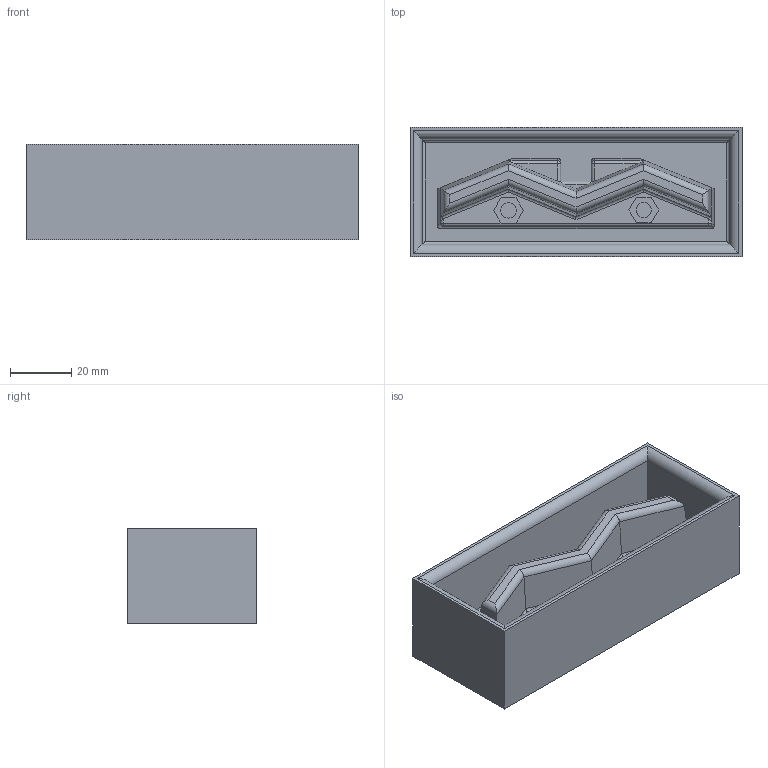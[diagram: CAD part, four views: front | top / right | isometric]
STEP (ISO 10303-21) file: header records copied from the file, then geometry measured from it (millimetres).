
FILE_DESCRIPTION(/* description */ (''),/* implementation_level */ '2;1');
FILE_NAME(/* name */ 'track_piece_deluxev2.step',/* time_stamp */ '2022-03-30T09:46:06+02:00',/* author */ (''),/* organization */ (''),/* preprocessor_version */ 'ST-DEVELOPER v18.1',/* originating_system */ 'Autodesk Translation Framework v10.14.0.1471',/* authorisation */ '');
FILE_SCHEMA (('AUTOMOTIVE_DESIGN { 1 0 10303 214 3 1 1 }'));
Length unit declared in the file: millimetre
Products named in the file (1): track piece
Bounding box: 108 x 42 x 31 mm (x, y, z)
Volume: 76462.4 mm3; surface area: 28601.1 mm2
Topology: 1 solids, 1 shells, 105 faces, 245 edges, 147 vertices
Faces by surface type: plane 59, cylinder 36, bspline 6, sphere 4
Full cylindrical faces by diameter (mm): 5 x2
Entity records: 3039 total; most frequent: CARTESIAN_POINT 598, DIRECTION 508, ORIENTED_EDGE 490, EDGE_CURVE 245, LINE 178, VECTOR 178, AXIS2_PLACEMENT_3D 165, VERTEX_POINT 147
